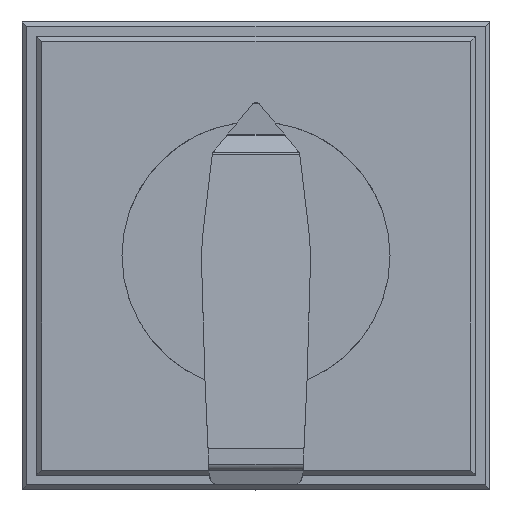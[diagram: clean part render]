
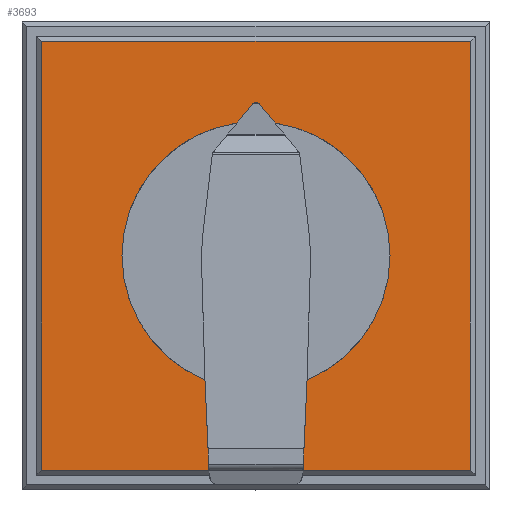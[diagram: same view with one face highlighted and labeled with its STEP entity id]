
A CAD part, top view. The second image highlights one B-rep face of the part: STEP entity #3693.
In plain terms, the highlighted planar face has unit normal (0, 0, 1).
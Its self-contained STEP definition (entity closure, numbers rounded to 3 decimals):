
#3630=CARTESIAN_POINT('',(-22.,-22.,97.3));
#3631=VERTEX_POINT('',#3630);
#3638=CARTESIAN_POINT('',(-22.,22.0,97.3));
#3639=VERTEX_POINT('',#3638);
#3640=CARTESIAN_POINT('',(-22.,-22.,97.3));
#3641=DIRECTION('',(0.0,1.0,0.0));
#3642=VECTOR('',#3641,44.);
#3643=LINE('',#3640,#3642);
#3644=EDGE_CURVE('',#3631,#3639,#3643,.T.);
#3663=CARTESIAN_POINT('',(0.,0.0,97.3));
#3664=DIRECTION('',(0.0,0.0,1.0));
#3665=DIRECTION('',(1.0,0.0,0.0));
#3666=AXIS2_PLACEMENT_3D('',#3663,#3664,#3665);
#3667=PLANE('',#3666);
#3668=ORIENTED_EDGE('',*,*,#3644,.F.);
#3669=CARTESIAN_POINT('',(22.,-22.,97.3));
#3670=VERTEX_POINT('',#3669);
#3671=CARTESIAN_POINT('',(22.,-22.,97.3));
#3672=DIRECTION('',(-1.0,0.0,0.0));
#3673=VECTOR('',#3672,44.);
#3674=LINE('',#3671,#3673);
#3675=EDGE_CURVE('',#3670,#3631,#3674,.T.);
#3676=ORIENTED_EDGE('',*,*,#3675,.F.);
#3677=CARTESIAN_POINT('',(22.,22.0,97.3));
#3678=VERTEX_POINT('',#3677);
#3679=CARTESIAN_POINT('',(22.,22.0,97.3));
#3680=DIRECTION('',(0.0,-1.0,0.0));
#3681=VECTOR('',#3680,44.);
#3682=LINE('',#3679,#3681);
#3683=EDGE_CURVE('',#3678,#3670,#3682,.T.);
#3684=ORIENTED_EDGE('',*,*,#3683,.F.);
#3685=CARTESIAN_POINT('',(-22.,22.0,97.3));
#3686=DIRECTION('',(1.0,0.0,0.0));
#3687=VECTOR('',#3686,44.);
#3688=LINE('',#3685,#3687);
#3689=EDGE_CURVE('',#3639,#3678,#3688,.T.);
#3690=ORIENTED_EDGE('',*,*,#3689,.F.);
#3691=EDGE_LOOP('',(#3668,#3676,#3684,#3690));
#3692=FACE_OUTER_BOUND('',#3691,.T.);
#3693=ADVANCED_FACE('',(#3692),#3667,.T.);
